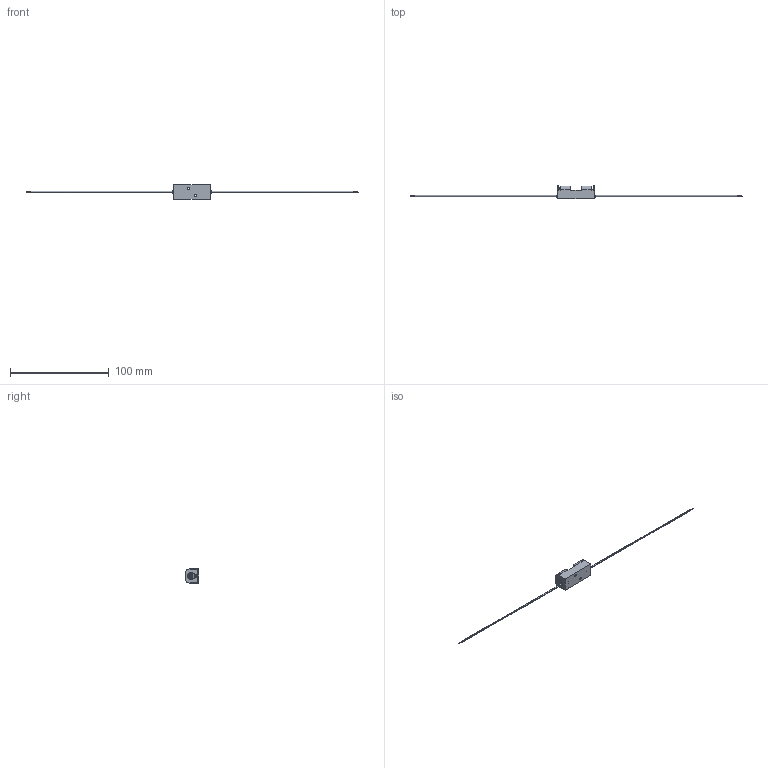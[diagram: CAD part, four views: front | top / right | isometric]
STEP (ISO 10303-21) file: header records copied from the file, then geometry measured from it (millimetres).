
FILE_DESCRIPTION (( 'STEP AP214' ), '1' );
FILE_NAME ('BHNW.STEP', '2019-12-31T05:35:44', ( '' ), ( '' ), 'SwSTEP 2.0', 'SolidWorks 2017', '' );
FILE_SCHEMA (( 'AUTOMOTIVE_DESIGN' ));
Length unit declared in the file: millimetre
Products named in the file (1): BHNW
Bounding box: 336.88 x 13.8 x 14.22 mm (x, y, z)
Volume: 1853.7 mm3; surface area: 5874.4 mm2
Topology: 7 solids, 7 shells, 218 faces, 540 edges, 350 vertices
Faces by surface type: cylinder 98, plane 94, torus 24, bspline 2
Entity records: 8923 total; most frequent: CARTESIAN_POINT 3542, DIRECTION 1134, ORIENTED_EDGE 1080, EDGE_CURVE 540, AXIS2_PLACEMENT_3D 434, VERTEX_POINT 350, VECTOR 266, LINE 266
